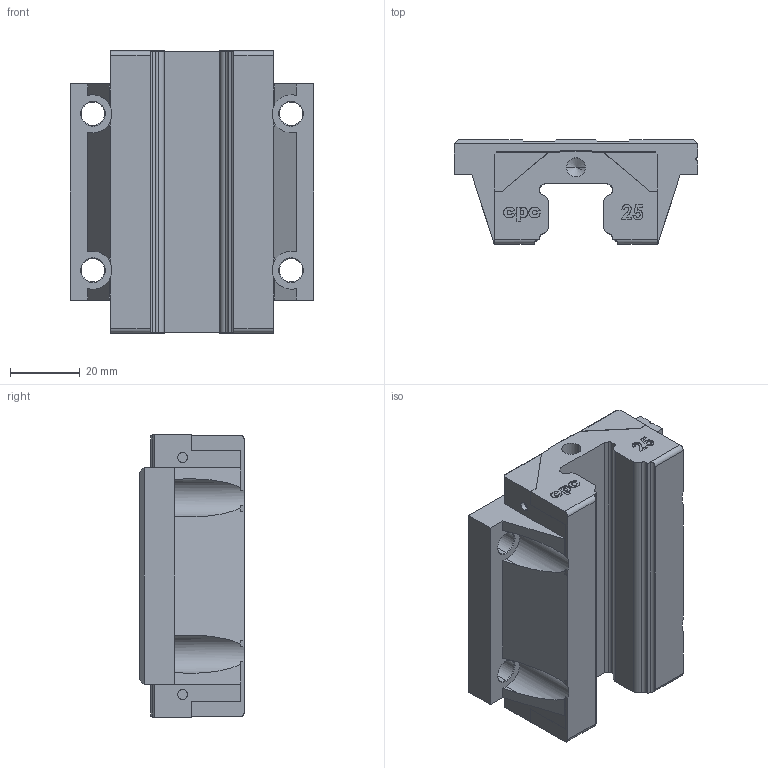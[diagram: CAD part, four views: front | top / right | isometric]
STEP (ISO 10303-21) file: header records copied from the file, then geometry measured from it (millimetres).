
FILE_DESCRIPTION (( 'STEP AP214' ), '1' );
FILE_NAME ('HRC25FN-block.STEP', '2013-03-11T10:58:11', ( 'CPC' ), ( '' ), 'SwSTEP 2.0', 'SolidWorks 2010', '' );
FILE_SCHEMA (( 'AUTOMOTIVE_DESIGN' ));
Length unit declared in the file: millimetre
Products named in the file (1): HRC25FN-block
Bounding box: 70 x 30 x 81.2 mm (x, y, z)
Volume: 103246.5 mm3; surface area: 21655.8 mm2
Topology: 1 solids, 1 shells, 334 faces, 912 edges, 598 vertices
Faces by surface type: plane 165, bspline 86, cylinder 63, cone 20
Entity records: 17989 total; most frequent: CARTESIAN_POINT 9634, ORIENTED_EDGE 1816, DIRECTION 1320, EDGE_CURVE 908, VERTEX_POINT 598, VECTOR 570, LINE 570, AXIS2_PLACEMENT_3D 375
